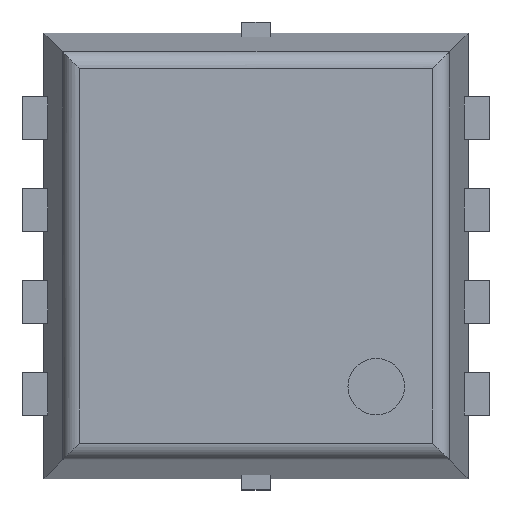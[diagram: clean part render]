
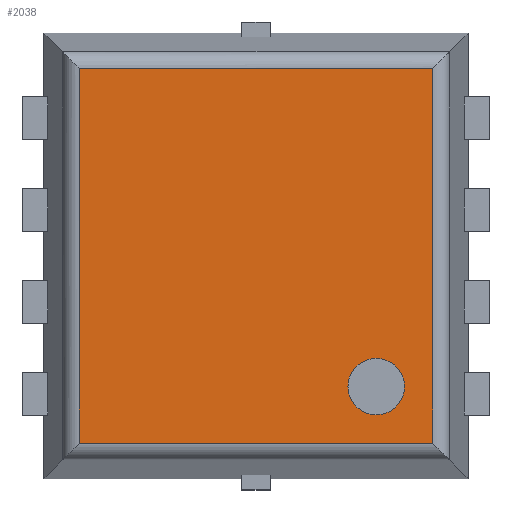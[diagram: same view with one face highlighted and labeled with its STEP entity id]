
A CAD part, top view. The second image highlights one B-rep face of the part: STEP entity #2038.
In plain terms, the highlighted planar face has unit normal (0, 0, 1).
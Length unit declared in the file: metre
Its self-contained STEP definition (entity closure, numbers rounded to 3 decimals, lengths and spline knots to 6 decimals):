
#29=CIRCLE('',#2740,0.0002);
#309=ORIENTED_EDGE('',*,*,#768,.T.);
#310=ORIENTED_EDGE('',*,*,#769,.T.);
#311=ORIENTED_EDGE('',*,*,#770,.T.);
#312=ORIENTED_EDGE('',*,*,#771,.T.);
#313=ORIENTED_EDGE('',*,*,#772,.F.);
#768=EDGE_CURVE('',#1005,#1006,#1234,.F.);
#769=EDGE_CURVE('',#1006,#1007,#1235,.F.);
#770=EDGE_CURVE('',#1007,#1008,#1236,.F.);
#771=EDGE_CURVE('',#1008,#1005,#1237,.F.);
#772=EDGE_CURVE('',#1009,#1009,#29,.T.);
#1005=VERTEX_POINT('',#3641);
#1006=VERTEX_POINT('',#3642);
#1007=VERTEX_POINT('',#3644);
#1008=VERTEX_POINT('',#3646);
#1009=VERTEX_POINT('',#3649);
#1234=LINE('',#3640,#1508);
#1235=LINE('',#3643,#1509);
#1236=LINE('',#3645,#1510);
#1237=LINE('',#3647,#1511);
#1508=VECTOR('',#3066,1.);
#1509=VECTOR('',#3067,1.);
#1510=VECTOR('',#3068,1.);
#1511=VECTOR('',#3069,1.);
#1647=EDGE_LOOP('',(#309,#310,#311,#312));
#1648=EDGE_LOOP('',(#313));
#1747=FACE_BOUND('',#1647,.T.);
#1748=FACE_BOUND('',#1648,.T.);
#1847=PLANE('',#2739);
#2038=ADVANCED_FACE('',(#1747,#1748),#1847,.T.);
#2739=AXIS2_PLACEMENT_3D('',#3639,#3064,#3065);
#2740=AXIS2_PLACEMENT_3D('',#3648,#3070,#3071);
#3064=DIRECTION('',(0.,0.,1.));
#3065=DIRECTION('',(1.,0.,0.));
#3066=DIRECTION('',(1.,0.,0.));
#3067=DIRECTION('',(0.,1.,0.));
#3068=DIRECTION('',(-1.,0.,0.));
#3069=DIRECTION('',(0.,-1.,0.));
#3070=DIRECTION('',(0.,0.,1.));
#3071=DIRECTION('',(1.,0.,0.));
#3639=CARTESIAN_POINT('',(0.,0.,0.00085));
#3640=CARTESIAN_POINT('',(-0.00135,0.001324,0.00085));
#3641=CARTESIAN_POINT('',(0.001249,0.001324,0.00085));
#3642=CARTESIAN_POINT('',(-0.001249,0.001324,0.00085));
#3643=CARTESIAN_POINT('',(-0.001249,-0.001425,0.00085));
#3644=CARTESIAN_POINT('',(-0.001249,-0.001324,0.00085));
#3645=CARTESIAN_POINT('',(0.,-0.001324,0.00085));
#3646=CARTESIAN_POINT('',(0.001249,-0.001324,0.00085));
#3647=CARTESIAN_POINT('',(0.001249,0.,0.00085));
#3648=CARTESIAN_POINT('',(0.00085,-0.000925,0.00085));
#3649=CARTESIAN_POINT('',(0.00105,-0.000925,0.00085));
